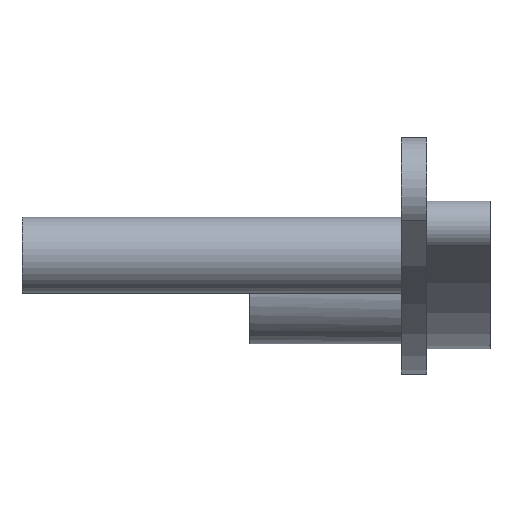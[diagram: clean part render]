
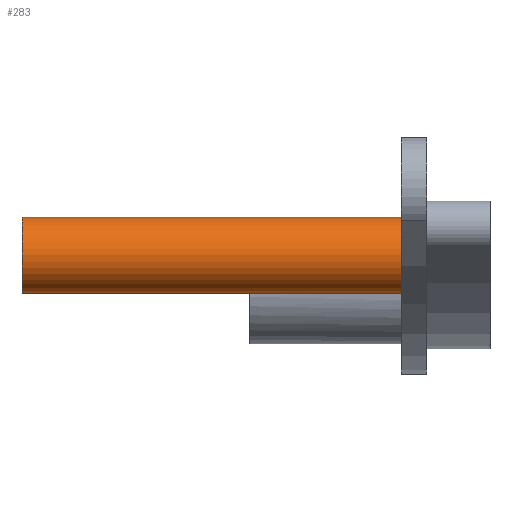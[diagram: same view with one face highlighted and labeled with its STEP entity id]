
A CAD part, left-side view. The second image highlights one B-rep face of the part: STEP entity #283.
In plain terms, the highlighted cylindrical face has radius 1.545 mm (diameter 3.09 mm), a partial arc.
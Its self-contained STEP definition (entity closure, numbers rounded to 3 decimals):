
#27 = CIRCLE ( 'NONE', #428, 1.545 ) ;
#101 = CARTESIAN_POINT ( 'NONE',  ( -8.708, 16.555, -12.233 ) ) ;
#152 = ORIENTED_EDGE ( 'NONE', *, *, #550, .T. ) ;
#220 = CARTESIAN_POINT ( 'NONE',  ( -8.708, 1.105, -13.778 ) ) ;
#242 = CYLINDRICAL_SURFACE ( 'NONE', #363, 1.545 ) ;
#252 = CARTESIAN_POINT ( 'NONE',  ( -8.708, 1.105, -10.688 ) ) ;
#267 = FACE_OUTER_BOUND ( 'NONE', #1551, .T. ) ;
#283 = ADVANCED_FACE ( 'NONE', ( #267 ), #242, .T. ) ;
#290 = EDGE_CURVE ( 'NONE', #645, #772, #27, .T. ) ;
#363 = AXIS2_PLACEMENT_3D ( 'NONE', #101, #894, #1215 ) ;
#428 = AXIS2_PLACEMENT_3D ( 'NONE', #1837, #1990, #1054 ) ;
#469 = VECTOR ( 'NONE', #1681, 1000. ) ;
#544 = CARTESIAN_POINT ( 'NONE',  ( -8.708, 16.555, -13.778 ) ) ;
#550 = EDGE_CURVE ( 'NONE', #1693, #645, #987, .T. ) ;
#572 = VERTEX_POINT ( 'NONE', #709 ) ;
#645 = VERTEX_POINT ( 'NONE', #220 ) ;
#689 = CARTESIAN_POINT ( 'NONE',  ( -8.708, 16.555, -12.233 ) ) ;
#709 = CARTESIAN_POINT ( 'NONE',  ( -8.708, 16.555, -10.688 ) ) ;
#772 = VERTEX_POINT ( 'NONE', #252 ) ;
#798 = DIRECTION ( 'NONE',  ( 0., -1., 0. ) ) ;
#854 = LINE ( 'NONE', #1213, #469 ) ;
#894 = DIRECTION ( 'NONE',  ( 0., -1., 0. ) ) ;
#966 = DIRECTION ( 'NONE',  ( 0., 0., -1. ) ) ;
#987 = LINE ( 'NONE', #544, #1519 ) ;
#1054 = DIRECTION ( 'NONE',  ( 0., 0., -1. ) ) ;
#1213 = CARTESIAN_POINT ( 'NONE',  ( -8.708, 16.555, -10.688 ) ) ;
#1215 = DIRECTION ( 'NONE',  ( 0., 0., -1. ) ) ;
#1235 = ORIENTED_EDGE ( 'NONE', *, *, #290, .T. ) ;
#1284 = ORIENTED_EDGE ( 'NONE', *, *, #1460, .T. ) ;
#1326 = DIRECTION ( 'NONE',  ( 0., -1., 0. ) ) ;
#1358 = AXIS2_PLACEMENT_3D ( 'NONE', #689, #798, #966 ) ;
#1460 = EDGE_CURVE ( 'NONE', #572, #1693, #1634, .T. ) ;
#1519 = VECTOR ( 'NONE', #1326, 1000. ) ;
#1551 = EDGE_LOOP ( 'NONE', ( #1962, #1284, #152, #1235 ) ) ;
#1634 = CIRCLE ( 'NONE', #1358, 1.545 ) ;
#1665 = CARTESIAN_POINT ( 'NONE',  ( -8.708, 16.555, -13.778 ) ) ;
#1681 = DIRECTION ( 'NONE',  ( 0., -1., 0. ) ) ;
#1693 = VERTEX_POINT ( 'NONE', #1665 ) ;
#1837 = CARTESIAN_POINT ( 'NONE',  ( -8.708, 1.105, -12.233 ) ) ;
#1847 = EDGE_CURVE ( 'NONE', #572, #772, #854, .T. ) ;
#1962 = ORIENTED_EDGE ( 'NONE', *, *, #1847, .F. ) ;
#1990 = DIRECTION ( 'NONE',  ( 0., 1., 0. ) ) ;
